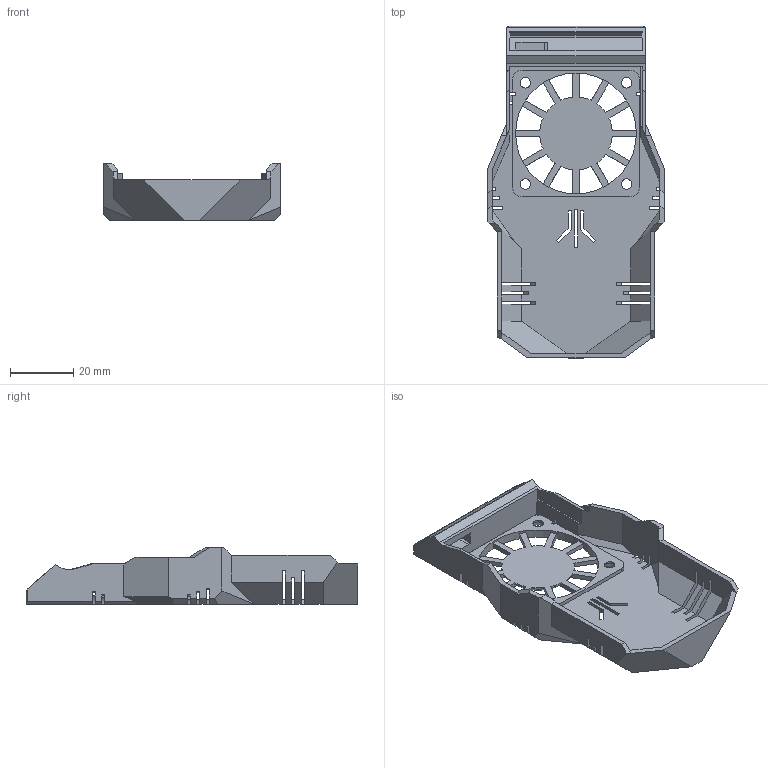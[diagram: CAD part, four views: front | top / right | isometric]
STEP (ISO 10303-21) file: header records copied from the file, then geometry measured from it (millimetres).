
FILE_DESCRIPTION(/* description */ (''),/* implementation_level */ '2;1');
FILE_NAME(/* name */ 'shroud_chonky - shroud_chonky_fan_cover v4.step',/* time_stamp */ '2022-12-19T15:06:34-06:00',/* author */ (''),/* organization */ (''),/* preprocessor_version */ 'ST-DEVELOPER v19.2',/* originating_system */ 'Autodesk Translation Framework v11.17.0.187',/* authorisation */ '');
FILE_SCHEMA (('AUTOMOTIVE_DESIGN { 1 0 10303 214 3 1 1 }'));
Length unit declared in the file: millimetre
Products named in the file (1): shroud_chonky - shroud_chonky_fan_cover
Bounding box: 55.9 x 104.97 x 18 mm (x, y, z)
Volume: 13406.3 mm3; surface area: 16900.4 mm2
Topology: 1 solids, 1 shells, 290 faces, 966 edges, 640 vertices
Faces by surface type: plane 232, cylinder 45, cone 13
Full cylindrical faces by diameter (mm): 3.3 x4, 5.8 x4, 38.2 x1
Entity records: 10620 total; most frequent: CARTESIAN_POINT 2017, ORIENTED_EDGE 1932, DIRECTION 1642, EDGE_CURVE 966, LINE 776, VECTOR 776, VERTEX_POINT 640, AXIS2_PLACEMENT_3D 433
